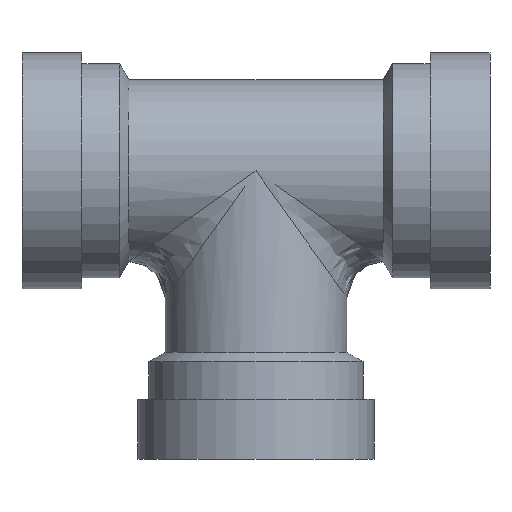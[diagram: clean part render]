
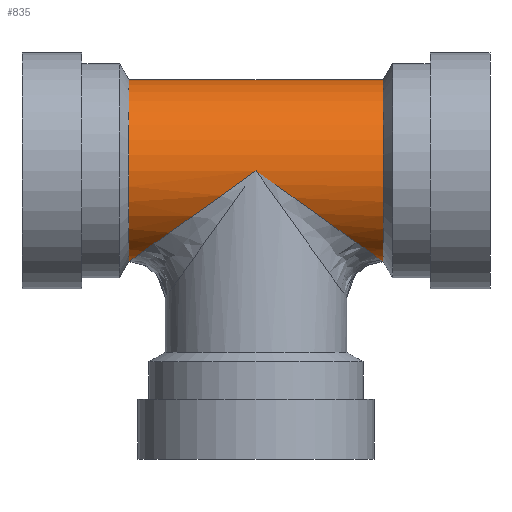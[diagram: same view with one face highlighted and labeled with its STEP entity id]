
A CAD part, front view. The second image highlights one B-rep face of the part: STEP entity #835.
In plain terms, the highlighted cylindrical face has radius 5 mm (diameter 10 mm), a partial arc.
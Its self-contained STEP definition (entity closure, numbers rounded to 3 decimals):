
#55=FACE_OUTER_BOUND('',#103,.T.);
#103=EDGE_LOOP('',(#555,#556,#557,#558,#559));
#160=ELLIPSE('',#908,8.602,5.);
#162=ELLIPSE('',#910,8.602,5.);
#165=CIRCLE('',#912,5.);
#166=CIRCLE('',#913,5.);
#263=LINE('',#1391,#288);
#288=VECTOR('',#1056,5.);
#313=VERTEX_POINT('',#1389);
#314=VERTEX_POINT('',#1390);
#315=VERTEX_POINT('',#1392);
#317=VERTEX_POINT('',#1396);
#320=VERTEX_POINT('',#1555);
#405=EDGE_CURVE('',#313,#314,#263,.T.);
#415=EDGE_CURVE('',#315,#320,#160,.T.);
#417=EDGE_CURVE('',#320,#317,#162,.T.);
#418=EDGE_CURVE('',#314,#317,#165,.T.);
#419=EDGE_CURVE('',#313,#315,#166,.T.);
#555=ORIENTED_EDGE('',*,*,#405,.T.);
#556=ORIENTED_EDGE('',*,*,#418,.T.);
#557=ORIENTED_EDGE('',*,*,#417,.F.);
#558=ORIENTED_EDGE('',*,*,#415,.F.);
#559=ORIENTED_EDGE('',*,*,#419,.F.);
#811=CYLINDRICAL_SURFACE('',#911,5.);
#835=ADVANCED_FACE('',(#55),#811,.T.);
#908=AXIS2_PLACEMENT_3D('',#1557,#1075,#1076);
#910=AXIS2_PLACEMENT_3D('',#1609,#1079,#1080);
#911=AXIS2_PLACEMENT_3D('',#1610,#1081,#1082);
#912=AXIS2_PLACEMENT_3D('',#1611,#1083,#1084);
#913=AXIS2_PLACEMENT_3D('',#1612,#1085,#1086);
#1056=DIRECTION('',(-1.,0.,0.));
#1075=DIRECTION('center_axis',(-0.581,0.,
-0.814));
#1076=DIRECTION('ref_axis',(0.814,0.,-0.581));
#1079=DIRECTION('center_axis',(0.581,0.,
-0.814));
#1080=DIRECTION('ref_axis',(-0.814,0.,-0.581));
#1081=DIRECTION('center_axis',(1.,0.,0.));
#1082=DIRECTION('ref_axis',(0.,0.,-1.));
#1083=DIRECTION('center_axis',(1.,0.,0.));
#1084=DIRECTION('ref_axis',(0.,0.,-1.));
#1085=DIRECTION('center_axis',(1.,0.,0.));
#1086=DIRECTION('ref_axis',(0.,0.,-1.));
#1389=CARTESIAN_POINT('',(15.886,0.,5.));
#1390=CARTESIAN_POINT('',(1.886,0.,5.));
#1391=CARTESIAN_POINT('',(8.886,0.,5.));
#1392=CARTESIAN_POINT('',(15.886,0.,-5.));
#1396=CARTESIAN_POINT('',(1.886,0.,-5.));
#1555=CARTESIAN_POINT('',(8.886,-5.,0.));
#1557=CARTESIAN_POINT('Origin',(8.886,0.,0.));
#1609=CARTESIAN_POINT('Origin',(8.886,0.,0.));
#1610=CARTESIAN_POINT('Origin',(8.886,0.,0.));
#1611=CARTESIAN_POINT('Origin',(1.886,0.,0.));
#1612=CARTESIAN_POINT('Origin',(15.886,0.,0.));
